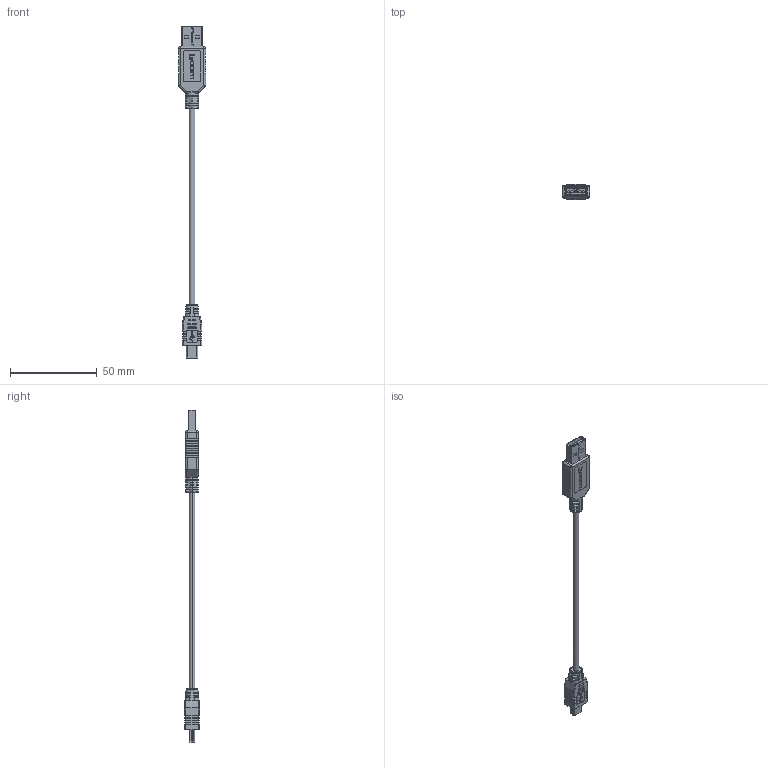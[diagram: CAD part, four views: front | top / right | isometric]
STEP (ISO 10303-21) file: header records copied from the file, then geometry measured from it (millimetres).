
FILE_DESCRIPTION (( 'STEP AP214' ), '1' );
FILE_NAME ('CSMUAZMB5.STEP', '2015-11-17T19:00:57', ( 'L-Com' ), ( 'L-Com Global Connectivity' ), 'SwSTEP 2.0', 'SolidWorks 2014', '' );
FILE_SCHEMA (( 'AUTOMOTIVE_DESIGN' ));
Length unit declared in the file: inch
Products named in the file (18): MTN-151_NEW LOGO; 1AA05-003_CRIMPED; 1AA05-003-MA5; 1AA05-003-MA4; 1AA05-003-MA3; 1AA05-003-MA2_CRIMPED; 1AA05-003-MA1; MTN-457_L-com Logo; MTN-459; 1AA05-006_crimped; 1AA05-006-MA4; 1AA05-006-MA3; 1AA05-006-MA2_crimped; 1AA05-006-MA1; CSMUAMB5-MA1; CSMUAZMB5; 3AB06-025_NEW LOGO
Assembly tree (20 placements, depth 4):
  CSMUAZMB5
    CSMUAMB5-MA1
    MTN-457_L-com Logo
      MTN-457_L-com Logo
      1AA05-006_crimped
        1AA05-006-MA1
        1AA05-006-MA2_crimped
        1AA05-006-MA3
        1AA05-006-MA4
      MTN-459
    3AB06-025_NEW LOGO
      1AA05-003_CRIMPED
        1AA05-003-MA1
        1AA05-003-MA2_CRIMPED
        1AA05-003-MA3
        1AA05-003-MA4  x4
        1AA05-003-MA5
      MTN-151_NEW LOGO
Bounding box: 15.7 x 9.04 x 191.41 mm (x, y, z)
Volume: 8062 mm3; surface area: 10634.8 mm2
Topology: 22 solids, 22 shells, 1363 faces, 3708 edges, 2394 vertices
Faces by surface type: plane 901, cylinder 324, bspline 86, torus 26, sphere 26
Entity records: 45159 total; most frequent: CARTESIAN_POINT 10429, ORIENTED_EDGE 7172, DIRECTION 6494, EDGE_CURVE 3586, LINE 2614, VECTOR 2614, VERTEX_POINT 2334, AXIS2_PLACEMENT_3D 1940
